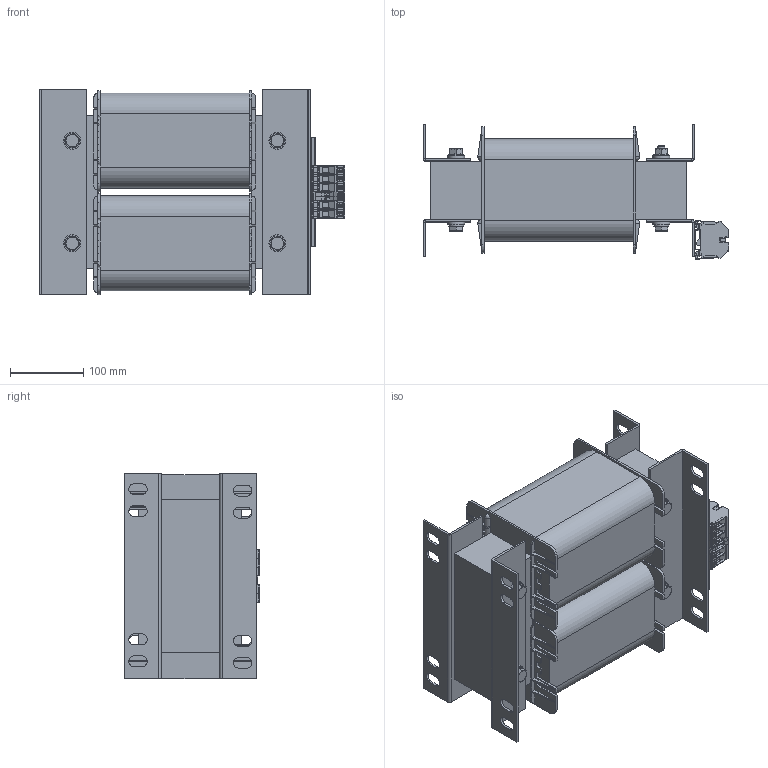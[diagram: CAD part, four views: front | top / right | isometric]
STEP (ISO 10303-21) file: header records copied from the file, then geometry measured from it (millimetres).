
FILE_DESCRIPTION(/* description */ (''),/* implementation_level */ '2;1');
FILE_NAME(/* name */ 'TD803103200.stp',/* time_stamp */ '2024-01-31T13:02:23+01:00',/* author */ ('velazquez'),/* organization */ (''),/* preprocessor_version */ 'ST-DEVELOPER v19.2',/* originating_system */ 'Autodesk Inventor 2023',/* authorisation */ '');
FILE_SCHEMA (('AUTOMOTIVE_DESIGN { 1 0 10303 214 3 1 1 }'));
Length unit declared in the file: millimetre
Products named in the file (13): TD803103200; UI350 x 210 - 80 (Rc70); UI 210_80_BOBINADO; RC 70 UI; centrador M10 aleman; DIN 125 - A 10,5; DIN 933 - M10  x 110; DIN 933 - M10  x 100; DIN 934 - M10; carril 6 agujeros; 16_35; FICHA 16_35 AM_VE; FICHA 4 BEIS
Assembly tree (39 placements, depth 2):
  TD803103200
    UI350 x 210 - 80 (Rc70)
    UI 210_80_BOBINADO  x2
    RC 70 UI  x4
    centrador M10 aleman  x8
    DIN 125 - A 10,5  x8
    DIN 933 - M10  x 100  x3
    DIN 933 - M10  x 110
    DIN 934 - M10  x4
    carril 6 agujeros
    16_35  x4
    FICHA 16_35 AM_VE
    FICHA 4 BEIS  x2
Bounding box: 417.1 x 184.4 x 280 mm (x, y, z)
Volume: 10109951.1 mm3; surface area: 1339926.2 mm2
Topology: 39 solids, 51 shells, 3760 faces, 10028 edges, 6386 vertices
Faces by surface type: plane 2282, cylinder 1196, torus 88, bspline 86, cone 74, sphere 34
Full cylindrical faces by diameter (mm): 2.4 x4, 2.5 x4, 2.75 x4, 2.95 x4, 4.3 x4, 6.3 x10, 8.376 x4, 9.188 x4, 10 x4, 10.5 x16, 14 x4, 14.7 x8, 15.4 x4, 16 x8, 20 x8, 23 x8
Entity records: 56276 total; most frequent: CARTESIAN_POINT 13668, ORIENTED_EDGE 8576, DIRECTION 8472, EDGE_CURVE 4288, LINE 3100, VECTOR 3100, VERTEX_POINT 2747, AXIS2_PLACEMENT_3D 2686
